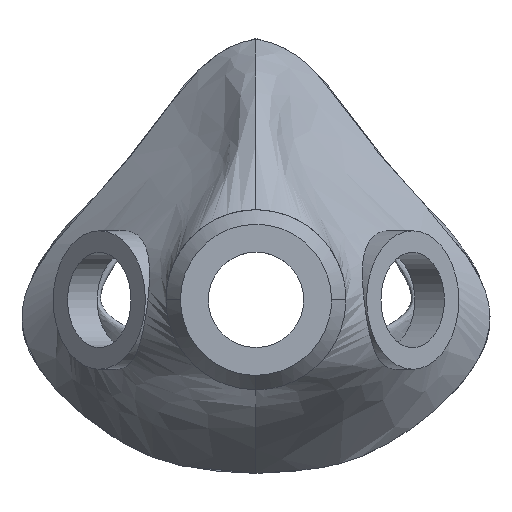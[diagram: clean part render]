
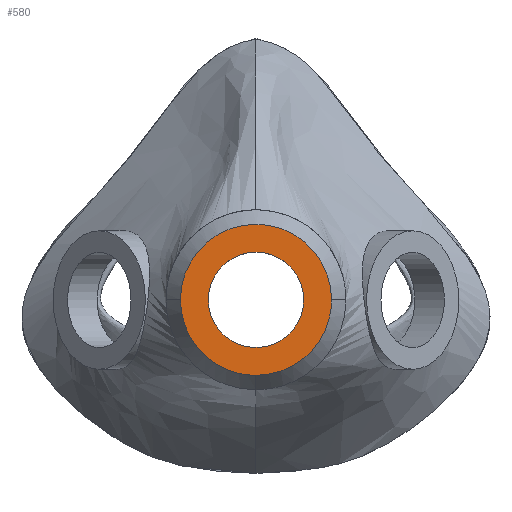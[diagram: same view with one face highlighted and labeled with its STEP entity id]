
A CAD part, top view. The second image highlights one B-rep face of the part: STEP entity #580.
In plain terms, the highlighted planar face has unit normal (0, 0, 1).
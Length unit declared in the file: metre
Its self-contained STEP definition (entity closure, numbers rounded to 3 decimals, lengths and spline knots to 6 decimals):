
#55=CIRCLE('',#638,0.01325);
#56=CIRCLE('',#640,0.021);
#69=PLANE('',#639);
#161=ORIENTED_EDGE('',*,*,#299,.T.);
#162=ORIENTED_EDGE('',*,*,#300,.T.);
#163=ORIENTED_EDGE('',*,*,#301,.T.);
#164=ORIENTED_EDGE('',*,*,#298,.F.);
#298=EDGE_CURVE('',#366,#366,#55,.T.);
#299=EDGE_CURVE('',#367,#368,#56,.T.);
#300=EDGE_CURVE('',#368,#369,#429,.T.);
#301=EDGE_CURVE('',#369,#367,#430,.T.);
#366=VERTEX_POINT('',#8079);
#367=VERTEX_POINT('',#8082);
#368=VERTEX_POINT('',#8083);
#369=VERTEX_POINT('',#8095);
#429=B_SPLINE_CURVE_WITH_KNOTS('',3,(#8084,#8085,#8086,#8087,#8088,#8089,
#8090,#8091,#8092,#8093,#8094),.UNSPECIFIED.,.F.,.F.,(4,1,1,1,1,1,1,1,4),
(0.,0.125,0.25,0.375,0.5,0.625,0.75,0.875,1.),.UNSPECIFIED.);
#430=B_SPLINE_CURVE_WITH_KNOTS('',3,(#8096,#8097,#8098,#8099,#8100,#8101,
#8102,#8103,#8104,#8105,#8106),.UNSPECIFIED.,.F.,.F.,(4,1,1,1,1,1,1,1,4),
(0.,0.125,0.25,0.375,0.5,0.625,0.75,0.875,1.),.UNSPECIFIED.);
#459=EDGE_LOOP('',(#161,#162,#163));
#460=EDGE_LOOP('',(#164));
#515=FACE_BOUND('',#459,.T.);
#516=FACE_BOUND('',#460,.T.);
#580=ADVANCED_FACE('',(#515,#516),#69,.T.);
#638=AXIS2_PLACEMENT_3D('',#8078,#689,#690);
#639=AXIS2_PLACEMENT_3D('',#8080,#691,#692);
#640=AXIS2_PLACEMENT_3D('',#8081,#693,#694);
#689=DIRECTION('',(0.,0.,1.));
#690=DIRECTION('',(1.,0.,0.));
#691=DIRECTION('',(0.,0.,1.));
#692=DIRECTION('',(1.,0.,0.));
#693=DIRECTION('',(0.,0.,1.));
#694=DIRECTION('',(1.,0.,0.));
#8078=CARTESIAN_POINT('',(0.,-0.006983,0.051));
#8079=CARTESIAN_POINT('',(0.01325,-0.006983,0.051));
#8080=CARTESIAN_POINT('',(0.,-0.006967,0.051));
#8081=CARTESIAN_POINT('',(0.,-0.006983,0.051));
#8082=CARTESIAN_POINT('',(0.021,-0.006967,0.051));
#8083=CARTESIAN_POINT('',(-0.021,-0.006968,0.051));
#8084=CARTESIAN_POINT('',(-0.021,-0.006968,0.051));
#8085=CARTESIAN_POINT('',(-0.021001,-0.00834,0.051));
#8086=CARTESIAN_POINT('',(-0.020719,-0.011118,0.051));
#8087=CARTESIAN_POINT('',(-0.019515,-0.015069,0.051));
#8088=CARTESIAN_POINT('',(-0.017569,-0.018714,0.051));
#8089=CARTESIAN_POINT('',(-0.014938,-0.021907,0.051));
#8090=CARTESIAN_POINT('',(-0.011717,-0.024546,0.051));
#8091=CARTESIAN_POINT('',(-0.008094,-0.02648,0.051));
#8092=CARTESIAN_POINT('',(-0.004109,-0.027689,0.051));
#8093=CARTESIAN_POINT('',(-0.001376,-0.027956,0.051));
#8094=CARTESIAN_POINT('',(0.,-0.027956,0.051));
#8095=CARTESIAN_POINT('',(0.,-0.027956,0.051));
#8096=CARTESIAN_POINT('',(0.,-0.027956,0.051));
#8097=CARTESIAN_POINT('',(0.001372,-0.027958,0.051));
#8098=CARTESIAN_POINT('',(0.00415,-0.027678,0.051));
#8099=CARTESIAN_POINT('',(0.008102,-0.026475,0.051));
#8100=CARTESIAN_POINT('',(0.011749,-0.024532,0.051));
#8101=CARTESIAN_POINT('',(0.014943,-0.021902,0.051));
#8102=CARTESIAN_POINT('',(0.017583,-0.018683,0.051));
#8103=CARTESIAN_POINT('',(0.019519,-0.01506,0.051));
#8104=CARTESIAN_POINT('',(0.020731,-0.011076,0.051));
#8105=CARTESIAN_POINT('',(0.020999,-0.008343,0.051));
#8106=CARTESIAN_POINT('',(0.021,-0.006967,0.051));
